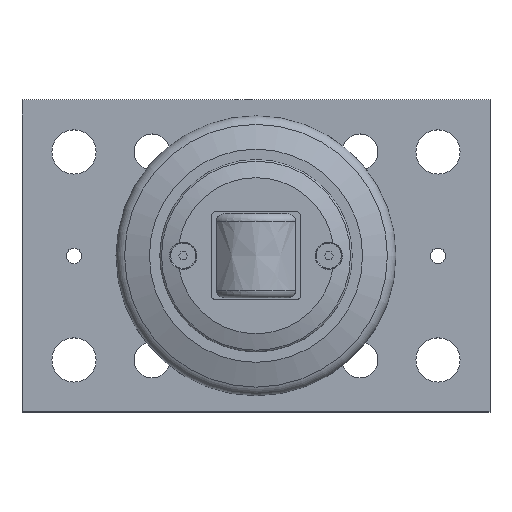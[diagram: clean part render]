
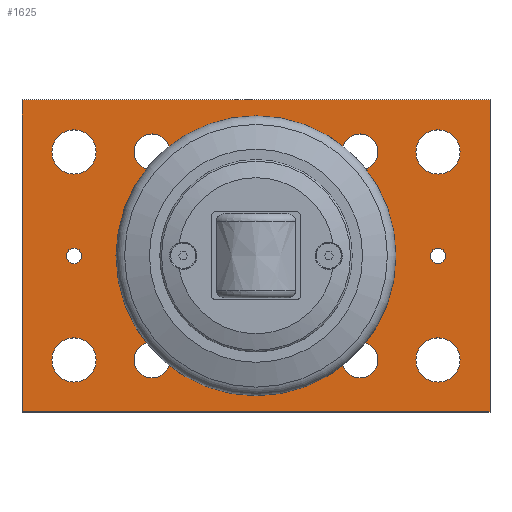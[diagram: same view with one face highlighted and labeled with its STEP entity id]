
A CAD part, top view. The second image highlights one B-rep face of the part: STEP entity #1625.
In plain terms, the highlighted planar face has unit normal (0, 0, 1).
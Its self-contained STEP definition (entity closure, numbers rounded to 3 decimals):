
#86=FACE_BOUND('',#371,.T.);
#87=FACE_BOUND('',#372,.T.);
#88=FACE_BOUND('',#373,.T.);
#89=FACE_BOUND('',#374,.T.);
#90=FACE_BOUND('',#375,.T.);
#91=FACE_BOUND('',#376,.T.);
#92=FACE_BOUND('',#377,.T.);
#93=FACE_BOUND('',#378,.T.);
#94=FACE_BOUND('',#379,.T.);
#95=FACE_BOUND('',#380,.T.);
#96=FACE_BOUND('',#381,.T.);
#185=CIRCLE('',#1808,35.);
#186=CIRCLE('',#1810,3.);
#187=CIRCLE('',#1811,3.);
#188=CIRCLE('',#1812,8.5);
#189=CIRCLE('',#1813,8.5);
#190=CIRCLE('',#1814,8.5);
#191=CIRCLE('',#1815,8.5);
#192=CIRCLE('',#1816,6.918);
#193=CIRCLE('',#1817,6.918);
#194=CIRCLE('',#1818,6.918);
#195=CIRCLE('',#1819,6.918);
#196=CIRCLE('',#1820,6.918);
#197=CIRCLE('',#1821,6.918);
#198=CIRCLE('',#1822,6.918);
#199=CIRCLE('',#1823,6.918);
#275=FACE_OUTER_BOUND('',#370,.T.);
#370=EDGE_LOOP('',(#1385,#1386,#1387,#1388));
#371=EDGE_LOOP('',(#1389));
#372=EDGE_LOOP('',(#1390));
#373=EDGE_LOOP('',(#1391));
#374=EDGE_LOOP('',(#1392));
#375=EDGE_LOOP('',(#1393));
#376=EDGE_LOOP('',(#1394));
#377=EDGE_LOOP('',(#1395));
#378=EDGE_LOOP('',(#1396,#1397));
#379=EDGE_LOOP('',(#1398,#1399));
#380=EDGE_LOOP('',(#1400,#1401));
#381=EDGE_LOOP('',(#1402,#1403));
#493=LINE('',#2858,#610);
#494=LINE('',#2860,#611);
#495=LINE('',#2862,#612);
#496=LINE('',#2863,#613);
#610=VECTOR('',#2218,10.);
#611=VECTOR('',#2219,10.);
#612=VECTOR('',#2220,10.);
#613=VECTOR('',#2221,10.);
#764=VERTEX_POINT('',#2852);
#765=VERTEX_POINT('',#2856);
#766=VERTEX_POINT('',#2857);
#767=VERTEX_POINT('',#2859);
#768=VERTEX_POINT('',#2861);
#769=VERTEX_POINT('',#2864);
#770=VERTEX_POINT('',#2866);
#771=VERTEX_POINT('',#2868);
#772=VERTEX_POINT('',#2870);
#773=VERTEX_POINT('',#2872);
#774=VERTEX_POINT('',#2874);
#775=VERTEX_POINT('',#2876);
#776=VERTEX_POINT('',#2877);
#777=VERTEX_POINT('',#2880);
#778=VERTEX_POINT('',#2881);
#779=VERTEX_POINT('',#2884);
#780=VERTEX_POINT('',#2885);
#781=VERTEX_POINT('',#2888);
#782=VERTEX_POINT('',#2889);
#980=EDGE_CURVE('',#764,#764,#185,.T.);
#981=EDGE_CURVE('',#765,#766,#493,.T.);
#982=EDGE_CURVE('',#767,#765,#494,.T.);
#983=EDGE_CURVE('',#768,#767,#495,.T.);
#984=EDGE_CURVE('',#766,#768,#496,.T.);
#985=EDGE_CURVE('',#769,#769,#186,.T.);
#986=EDGE_CURVE('',#770,#770,#187,.T.);
#987=EDGE_CURVE('',#771,#771,#188,.T.);
#988=EDGE_CURVE('',#772,#772,#189,.T.);
#989=EDGE_CURVE('',#773,#773,#190,.T.);
#990=EDGE_CURVE('',#774,#774,#191,.T.);
#991=EDGE_CURVE('',#775,#776,#192,.T.);
#992=EDGE_CURVE('',#776,#775,#193,.T.);
#993=EDGE_CURVE('',#777,#778,#194,.T.);
#994=EDGE_CURVE('',#778,#777,#195,.T.);
#995=EDGE_CURVE('',#779,#780,#196,.T.);
#996=EDGE_CURVE('',#780,#779,#197,.T.);
#997=EDGE_CURVE('',#781,#782,#198,.T.);
#998=EDGE_CURVE('',#782,#781,#199,.T.);
#1385=ORIENTED_EDGE('',*,*,#981,.F.);
#1386=ORIENTED_EDGE('',*,*,#982,.F.);
#1387=ORIENTED_EDGE('',*,*,#983,.F.);
#1388=ORIENTED_EDGE('',*,*,#984,.F.);
#1389=ORIENTED_EDGE('',*,*,#980,.T.);
#1390=ORIENTED_EDGE('',*,*,#985,.T.);
#1391=ORIENTED_EDGE('',*,*,#986,.T.);
#1392=ORIENTED_EDGE('',*,*,#987,.T.);
#1393=ORIENTED_EDGE('',*,*,#988,.T.);
#1394=ORIENTED_EDGE('',*,*,#989,.T.);
#1395=ORIENTED_EDGE('',*,*,#990,.T.);
#1396=ORIENTED_EDGE('',*,*,#991,.T.);
#1397=ORIENTED_EDGE('',*,*,#992,.T.);
#1398=ORIENTED_EDGE('',*,*,#993,.T.);
#1399=ORIENTED_EDGE('',*,*,#994,.T.);
#1400=ORIENTED_EDGE('',*,*,#995,.T.);
#1401=ORIENTED_EDGE('',*,*,#996,.T.);
#1402=ORIENTED_EDGE('',*,*,#997,.T.);
#1403=ORIENTED_EDGE('',*,*,#998,.T.);
#1548=PLANE('',#1809);
#1625=ADVANCED_FACE('',(#275,#86,#87,#88,#89,#90,#91,#92,#93,#94,#95,#96),
#1548,.T.);
#1808=AXIS2_PLACEMENT_3D('',#2854,#2214,#2215);
#1809=AXIS2_PLACEMENT_3D('',#2855,#2216,#2217);
#1810=AXIS2_PLACEMENT_3D('',#2865,#2222,#2223);
#1811=AXIS2_PLACEMENT_3D('',#2867,#2224,#2225);
#1812=AXIS2_PLACEMENT_3D('',#2869,#2226,#2227);
#1813=AXIS2_PLACEMENT_3D('',#2871,#2228,#2229);
#1814=AXIS2_PLACEMENT_3D('',#2873,#2230,#2231);
#1815=AXIS2_PLACEMENT_3D('',#2875,#2232,#2233);
#1816=AXIS2_PLACEMENT_3D('',#2878,#2234,#2235);
#1817=AXIS2_PLACEMENT_3D('',#2879,#2236,#2237);
#1818=AXIS2_PLACEMENT_3D('',#2882,#2238,#2239);
#1819=AXIS2_PLACEMENT_3D('',#2883,#2240,#2241);
#1820=AXIS2_PLACEMENT_3D('',#2886,#2242,#2243);
#1821=AXIS2_PLACEMENT_3D('',#2887,#2244,#2245);
#1822=AXIS2_PLACEMENT_3D('',#2890,#2246,#2247);
#1823=AXIS2_PLACEMENT_3D('',#2891,#2248,#2249);
#2214=DIRECTION('center_axis',(0.,0.,-1.));
#2215=DIRECTION('ref_axis',(-1.,0.,0.));
#2216=DIRECTION('center_axis',(0.,0.,1.));
#2217=DIRECTION('ref_axis',(1.,0.,0.));
#2218=DIRECTION('',(0.,1.,0.));
#2219=DIRECTION('',(-1.,0.,0.));
#2220=DIRECTION('',(0.,-1.,0.));
#2221=DIRECTION('',(1.,0.,0.));
#2222=DIRECTION('center_axis',(0.,0.,-1.));
#2223=DIRECTION('ref_axis',(-1.,0.,0.));
#2224=DIRECTION('center_axis',(0.,0.,-1.));
#2225=DIRECTION('ref_axis',(-1.,0.,0.));
#2226=DIRECTION('center_axis',(0.,0.,-1.));
#2227=DIRECTION('ref_axis',(-1.,0.,0.));
#2228=DIRECTION('center_axis',(0.,0.,-1.));
#2229=DIRECTION('ref_axis',(-1.,0.,0.));
#2230=DIRECTION('center_axis',(0.,0.,-1.));
#2231=DIRECTION('ref_axis',(-1.,0.,0.));
#2232=DIRECTION('center_axis',(0.,0.,-1.));
#2233=DIRECTION('ref_axis',(-1.,0.,0.));
#2234=DIRECTION('center_axis',(0.,0.,-1.));
#2235=DIRECTION('ref_axis',(1.,0.,0.));
#2236=DIRECTION('center_axis',(0.,0.,-1.));
#2237=DIRECTION('ref_axis',(1.,0.,0.));
#2238=DIRECTION('center_axis',(0.,0.,-1.));
#2239=DIRECTION('ref_axis',(1.,0.,0.));
#2240=DIRECTION('center_axis',(0.,0.,-1.));
#2241=DIRECTION('ref_axis',(1.,0.,0.));
#2242=DIRECTION('center_axis',(0.,0.,-1.));
#2243=DIRECTION('ref_axis',(1.,0.,0.));
#2244=DIRECTION('center_axis',(0.,0.,-1.));
#2245=DIRECTION('ref_axis',(1.,0.,0.));
#2246=DIRECTION('center_axis',(0.,0.,-1.));
#2247=DIRECTION('ref_axis',(1.,0.,0.));
#2248=DIRECTION('center_axis',(0.,0.,-1.));
#2249=DIRECTION('ref_axis',(1.,0.,0.));
#2852=CARTESIAN_POINT('',(125.,60.,20.));
#2854=CARTESIAN_POINT('Origin',(90.,60.,20.));
#2855=CARTESIAN_POINT('Origin',(90.,60.,20.));
#2856=CARTESIAN_POINT('',(0.,0.,20.));
#2857=CARTESIAN_POINT('',(0.,120.,20.));
#2858=CARTESIAN_POINT('',(0.,120.,20.));
#2859=CARTESIAN_POINT('',(180.,0.,20.));
#2860=CARTESIAN_POINT('',(0.,0.,20.));
#2861=CARTESIAN_POINT('',(180.,120.,20.));
#2862=CARTESIAN_POINT('',(180.,0.,20.));
#2863=CARTESIAN_POINT('',(180.,120.,20.));
#2864=CARTESIAN_POINT('',(23.,60.,20.));
#2865=CARTESIAN_POINT('Origin',(20.,60.,20.));
#2866=CARTESIAN_POINT('',(163.,60.,20.));
#2867=CARTESIAN_POINT('Origin',(160.,60.,20.));
#2868=CARTESIAN_POINT('',(168.5,100.,20.));
#2869=CARTESIAN_POINT('Origin',(160.,100.,20.));
#2870=CARTESIAN_POINT('',(168.5,20.,20.));
#2871=CARTESIAN_POINT('Origin',(160.,20.,20.));
#2872=CARTESIAN_POINT('',(28.5,100.,20.));
#2873=CARTESIAN_POINT('Origin',(20.,100.,20.));
#2874=CARTESIAN_POINT('',(28.5,20.,20.));
#2875=CARTESIAN_POINT('Origin',(20.,20.,20.));
#2876=CARTESIAN_POINT('',(56.918,100.,20.));
#2877=CARTESIAN_POINT('',(43.083,100.,20.));
#2878=CARTESIAN_POINT('Origin',(50.,100.,20.));
#2879=CARTESIAN_POINT('Origin',(50.,100.,20.));
#2880=CARTESIAN_POINT('',(136.918,100.,20.));
#2881=CARTESIAN_POINT('',(123.083,100.,20.));
#2882=CARTESIAN_POINT('Origin',(130.,100.,20.));
#2883=CARTESIAN_POINT('Origin',(130.,100.,20.));
#2884=CARTESIAN_POINT('',(136.918,20.,20.));
#2885=CARTESIAN_POINT('',(123.083,20.,20.));
#2886=CARTESIAN_POINT('Origin',(130.,20.,20.));
#2887=CARTESIAN_POINT('Origin',(130.,20.,20.));
#2888=CARTESIAN_POINT('',(56.918,20.,20.));
#2889=CARTESIAN_POINT('',(43.083,20.,20.));
#2890=CARTESIAN_POINT('Origin',(50.,20.,20.));
#2891=CARTESIAN_POINT('Origin',(50.,20.,20.));
